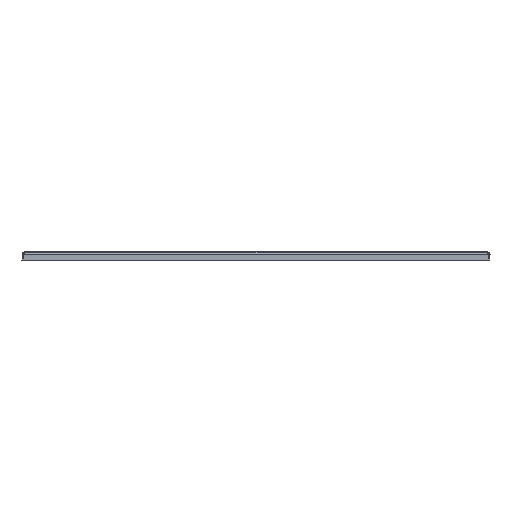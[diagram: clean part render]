
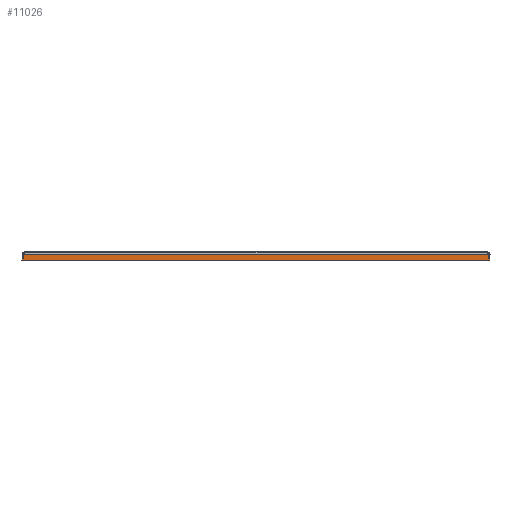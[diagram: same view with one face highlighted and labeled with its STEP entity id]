
A CAD part, front view. The second image highlights one B-rep face of the part: STEP entity #11026.
In plain terms, the highlighted planar face has unit normal (0, -1, 0).
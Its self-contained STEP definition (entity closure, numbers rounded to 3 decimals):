
#10999=AXIS2_PLACEMENT_3D('Plane Axis2P3D',#10996,#10997,#10998) ;
#10417=CARTESIAN_POINT('Vertex',(0.,0.,8.)) ;
#10420=CARTESIAN_POINT('Line Origine',(-350.518,0.,8.)) ;
#10424=CARTESIAN_POINT('Vertex',(701.,0.,8.)) ;
#10996=CARTESIAN_POINT('Axis2P3D Location',(350.5,0.,12.)) ;
#11001=CARTESIAN_POINT('Line Origine',(350.5,0.,0.)) ;
#11005=CARTESIAN_POINT('Vertex',(0.,0.,0.)) ;
#11007=CARTESIAN_POINT('Vertex',(701.,0.,0.)) ;
#11010=CARTESIAN_POINT('Line Origine',(701.,0.,4.)) ;
#11015=CARTESIAN_POINT('Line Origine',(0.,0.,4.)) ;
#10421=DIRECTION('Vector Direction',(1.,0.,0.)) ;
#10997=DIRECTION('Axis2P3D Direction',(0.,1.,0.)) ;
#10998=DIRECTION('Axis2P3D XDirection',(0.,0.,1.)) ;
#11002=DIRECTION('Vector Direction',(1.,0.,0.)) ;
#11011=DIRECTION('Vector Direction',(0.,0.,-1.)) ;
#11016=DIRECTION('Vector Direction',(0.,0.,-1.)) ;
#10422=VECTOR('Line Direction',#10421,1.) ;
#11003=VECTOR('Line Direction',#11002,1.) ;
#11012=VECTOR('Line Direction',#11011,1.) ;
#11017=VECTOR('Line Direction',#11016,1.) ;
#11021=ORIENTED_EDGE('',*,*,#11009,.T.) ;
#11022=ORIENTED_EDGE('',*,*,#11014,.F.) ;
#11023=ORIENTED_EDGE('',*,*,#10426,.F.) ;
#11024=ORIENTED_EDGE('',*,*,#11019,.T.) ;
#11026=ADVANCED_FACE('Schnitt-Linear austragen7',(#11025),#11000,.F.) ;
#10426=EDGE_CURVE('',#10418,#10425,#10423,.T.) ;
#11009=EDGE_CURVE('',#11006,#11008,#11004,.T.) ;
#11014=EDGE_CURVE('',#10425,#11008,#11013,.T.) ;
#11019=EDGE_CURVE('',#10418,#11006,#11018,.T.) ;
#11020=EDGE_LOOP('',(#11021,#11022,#11023,#11024)) ;
#11025=FACE_OUTER_BOUND('',#11020,.T.) ;
#10423=LINE('Line',#10420,#10422) ;
#11004=LINE('Line',#11001,#11003) ;
#11013=LINE('Line',#11010,#11012) ;
#11018=LINE('Line',#11015,#11017) ;
#11000=PLANE('',#10999) ;
#10418=VERTEX_POINT('',#10417) ;
#10425=VERTEX_POINT('',#10424) ;
#11006=VERTEX_POINT('',#11005) ;
#11008=VERTEX_POINT('',#11007) ;
